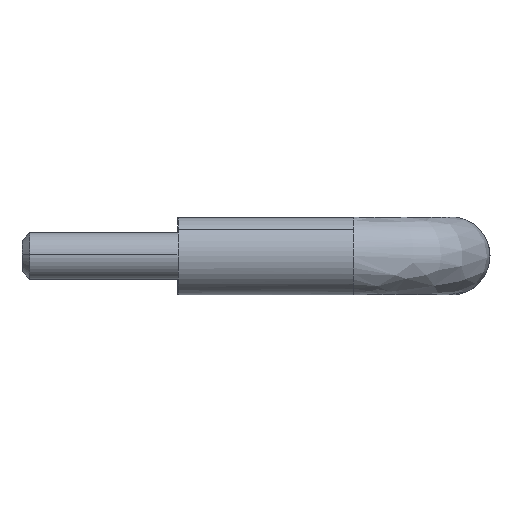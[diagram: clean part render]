
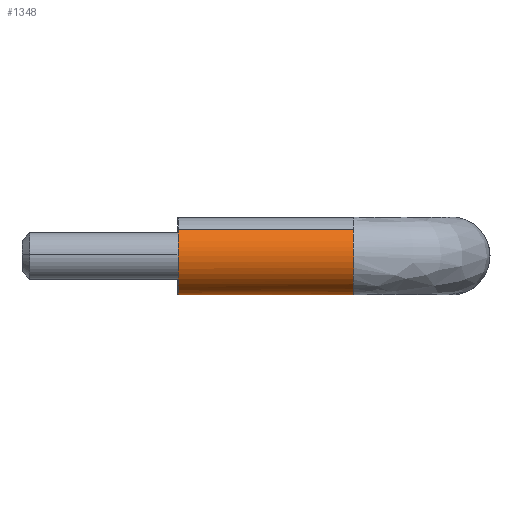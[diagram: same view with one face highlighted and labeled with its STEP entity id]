
A CAD part, left-side view. The second image highlights one B-rep face of the part: STEP entity #1348.
In plain terms, the highlighted free-form (B-spline) face has degree [2, 1] with [9, 2] control points.
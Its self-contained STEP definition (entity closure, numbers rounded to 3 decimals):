
#1178=CARTESIAN_POINT('',(-3.705,0.563,3.358));
#1179=CARTESIAN_POINT('',(-5.295,0.563,1.603));
#1180=CARTESIAN_POINT('',(-4.945,0.563,-0.739));
#1181=CARTESIAN_POINT('',(-4.206,0.563,-5.684));
#1182=CARTESIAN_POINT('',(0.739,0.563,-4.945));
#1183=CARTESIAN_POINT('',(5.684,0.563,-4.206));
#1184=CARTESIAN_POINT('',(4.945,0.563,0.739));
#1185=CARTESIAN_POINT('',(4.206,0.563,5.684));
#1186=CARTESIAN_POINT('',(-0.739,0.563,4.945));
#1187=CARTESIAN_POINT('',(-3.705,-23.077,3.358));
#1188=CARTESIAN_POINT('',(-5.295,-23.077,1.603));
#1189=CARTESIAN_POINT('',(-4.945,-23.077,-0.739));
#1190=CARTESIAN_POINT('',(-4.206,-23.077,-5.684));
#1191=CARTESIAN_POINT('',(0.739,-23.077,-4.945));
#1192=CARTESIAN_POINT('',(5.684,-23.077,-4.206));
#1193=CARTESIAN_POINT('',(4.945,-23.077,0.739));
#1194=CARTESIAN_POINT('',(4.206,-23.077,5.684));
#1195=CARTESIAN_POINT('',(-0.739,-23.077,4.945));
#1203=(BOUNDED_SURFACE()B_SPLINE_SURFACE(2,1,((#1178,#1187),(#1179,#1188),(#1180,#1189),(#1181,#1190),(#1182,#1191),(#1183,#1192),(#1184,#1193),(#1185,#1194),(#1186,#1195)),.UNSPECIFIED.,.F.,.F.,.U.)B_SPLINE_SURFACE_WITH_KNOTS((3,2,2,2,3),(2,2),(0.0,4.639,12.923,21.208,29.492),(0.0,23.639),.UNSPECIFIED.)GEOMETRIC_REPRESENTATION_ITEM()RATIONAL_B_SPLINE_SURFACE(((0.856,0.856),(0.836,0.836),(1.0,1.0),(0.707,0.707),(1.0,1.0),(0.707,0.707),(1.0,1.0),(0.707,0.707),(1.0,1.0)))REPRESENTATION_ITEM('')SURFACE());
#1204=CARTESIAN_POINT('',(-3.705,-22.5,3.358));
#1205=VERTEX_POINT('',#1204);
#1206=CARTESIAN_POINT('',(-5.,-22.5,0.0));
#1207=VERTEX_POINT('',#1206);
#1208=CARTESIAN_POINT('',(-3.705,-22.5,3.358));
#1209=CARTESIAN_POINT('',(-5.,-22.5,1.929));
#1210=CARTESIAN_POINT('',(-5.,-22.5,0.0));
#1218=(BOUNDED_CURVE()B_SPLINE_CURVE(2,(#1208,#1209,#1210),.UNSPECIFIED.,.F.,.U.)B_SPLINE_CURVE_WITH_KNOTS((3,3),(0.882,1.0),.UNSPECIFIED.)CURVE()GEOMETRIC_REPRESENTATION_ITEM()RATIONAL_B_SPLINE_CURVE((0.854,0.862,1.0))REPRESENTATION_ITEM(''));
#1219=EDGE_CURVE('',#1205,#1207,#1218,.T.);
#1220=ORIENTED_EDGE('',*,*,#1219,.F.);
#1221=CARTESIAN_POINT('',(-3.705,0.,3.358));
#1222=VERTEX_POINT('',#1221);
#1223=CARTESIAN_POINT('',(-3.705,0.,3.358));
#1224=CARTESIAN_POINT('',(-3.705,-22.5,3.358));
#1225=QUASI_UNIFORM_CURVE('',1,(#1223,#1224),.UNSPECIFIED.,.F.,.U.);
#1226=EDGE_CURVE('',#1222,#1205,#1225,.T.);
#1227=ORIENTED_EDGE('',*,*,#1226,.F.);
#1228=CARTESIAN_POINT('',(-5.0,0.0,0.0));
#1229=VERTEX_POINT('',#1228);
#1230=CARTESIAN_POINT('',(-3.705,0.,3.358));
#1231=CARTESIAN_POINT('',(-5.0,0.0,1.929));
#1232=CARTESIAN_POINT('',(-5.0,0.0,0.0));
#1240=(BOUNDED_CURVE()B_SPLINE_CURVE(2,(#1230,#1231,#1232),.UNSPECIFIED.,.F.,.U.)B_SPLINE_CURVE_WITH_KNOTS((3,3),(0.882,1.0),.UNSPECIFIED.)CURVE()GEOMETRIC_REPRESENTATION_ITEM()RATIONAL_B_SPLINE_CURVE((0.854,0.862,1.0))REPRESENTATION_ITEM(''));
#1241=EDGE_CURVE('',#1222,#1229,#1240,.T.);
#1242=ORIENTED_EDGE('',*,*,#1241,.T.);
#1243=CARTESIAN_POINT('',(5.0,0.0,0.0));
#1244=VERTEX_POINT('',#1243);
#1245=CARTESIAN_POINT('',(-5.0,0.0,0.0));
#1246=CARTESIAN_POINT('',(-5.,0.0,-5.));
#1247=CARTESIAN_POINT('',(0.0,0.0,-5.0));
#1248=CARTESIAN_POINT('',(5.,0.0,-5.));
#1249=CARTESIAN_POINT('',(5.0,0.0,0.0));
#1257=(BOUNDED_CURVE()B_SPLINE_CURVE(2,(#1245,#1246,#1247,#1248,#1249),.UNSPECIFIED.,.F.,.U.)B_SPLINE_CURVE_WITH_KNOTS((3,2,3),(0.0,0.25,0.5),.UNSPECIFIED.)CURVE()GEOMETRIC_REPRESENTATION_ITEM()RATIONAL_B_SPLINE_CURVE((1.0,0.707,1.0,0.707,1.0))REPRESENTATION_ITEM(''));
#1258=EDGE_CURVE('',#1229,#1244,#1257,.T.);
#1259=ORIENTED_EDGE('',*,*,#1258,.T.);
#1260=CARTESIAN_POINT('',(-0.739,0.,4.945));
#1261=VERTEX_POINT('',#1260);
#1262=CARTESIAN_POINT('',(5.0,0.0,0.0));
#1263=CARTESIAN_POINT('',(5.,0.0,5.));
#1264=CARTESIAN_POINT('',(0.0,0.0,5.0));
#1265=CARTESIAN_POINT('',(-0.372,0.0,5.));
#1266=CARTESIAN_POINT('',(-0.739,0.,4.945));
#1274=(BOUNDED_CURVE()B_SPLINE_CURVE(2,(#1262,#1263,#1264,#1265,#1266),.UNSPECIFIED.,.F.,.U.)B_SPLINE_CURVE_WITH_KNOTS((3,2,3),(0.5,0.75,0.775),.UNSPECIFIED.)CURVE()GEOMETRIC_REPRESENTATION_ITEM()RATIONAL_B_SPLINE_CURVE((1.0,0.707,1.0,0.97,0.946))REPRESENTATION_ITEM(''));
#1275=EDGE_CURVE('',#1244,#1261,#1274,.T.);
#1276=ORIENTED_EDGE('',*,*,#1275,.T.);
#1277=CARTESIAN_POINT('',(-0.739,-22.5,4.945));
#1278=VERTEX_POINT('',#1277);
#1279=CARTESIAN_POINT('',(-0.739,0.,4.945));
#1280=CARTESIAN_POINT('',(-0.739,-22.5,4.945));
#1281=QUASI_UNIFORM_CURVE('',1,(#1279,#1280),.UNSPECIFIED.,.F.,.U.);
#1282=EDGE_CURVE('',#1261,#1278,#1281,.T.);
#1283=ORIENTED_EDGE('',*,*,#1282,.T.);
#1284=CARTESIAN_POINT('',(4.551,-22.5,2.072));
#1285=VERTEX_POINT('',#1284);
#1286=CARTESIAN_POINT('',(4.551,-22.5,2.072));
#1287=CARTESIAN_POINT('',(3.217,-22.5,5.));
#1288=CARTESIAN_POINT('',(0.,-22.5,5.0));
#1289=CARTESIAN_POINT('',(-0.372,-22.5,5.0));
#1290=CARTESIAN_POINT('',(-0.739,-22.5,4.945));
#1298=(BOUNDED_CURVE()B_SPLINE_CURVE(2,(#1286,#1287,#1288,#1289,#1290),.UNSPECIFIED.,.F.,.U.)B_SPLINE_CURVE_WITH_KNOTS((3,2,3),(0.57,0.75,0.775),.UNSPECIFIED.)CURVE()GEOMETRIC_REPRESENTATION_ITEM()RATIONAL_B_SPLINE_CURVE((0.882,0.79,1.0,0.97,0.946))REPRESENTATION_ITEM(''));
#1299=EDGE_CURVE('',#1285,#1278,#1298,.T.);
#1300=ORIENTED_EDGE('',*,*,#1299,.F.);
#1301=CARTESIAN_POINT('',(5.,-22.5,0.0));
#1302=VERTEX_POINT('',#1301);
#1303=CARTESIAN_POINT('',(5.,-22.5,0.0));
#1304=CARTESIAN_POINT('',(5.,-22.5,1.085));
#1305=CARTESIAN_POINT('',(4.551,-22.5,2.072));
#1313=(BOUNDED_CURVE()B_SPLINE_CURVE(2,(#1303,#1304,#1305),.UNSPECIFIED.,.F.,.U.)B_SPLINE_CURVE_WITH_KNOTS((3,3),(0.5,0.57),.UNSPECIFIED.)CURVE()GEOMETRIC_REPRESENTATION_ITEM()RATIONAL_B_SPLINE_CURVE((1.0,0.918,0.882))REPRESENTATION_ITEM(''));
#1314=EDGE_CURVE('',#1302,#1285,#1313,.T.);
#1315=ORIENTED_EDGE('',*,*,#1314,.F.);
#1316=CARTESIAN_POINT('',(1.808,-22.5,-4.662));
#1317=VERTEX_POINT('',#1316);
#1318=CARTESIAN_POINT('',(1.808,-22.5,-4.662));
#1319=CARTESIAN_POINT('',(5.,-22.5,-3.423));
#1320=CARTESIAN_POINT('',(5.,-22.5,0.0));
#1328=(BOUNDED_CURVE()B_SPLINE_CURVE(2,(#1318,#1319,#1320),.UNSPECIFIED.,.F.,.U.)B_SPLINE_CURVE_WITH_KNOTS((3,3),(0.311,0.5),.UNSPECIFIED.)CURVE()GEOMETRIC_REPRESENTATION_ITEM()RATIONAL_B_SPLINE_CURVE((0.891,0.779,1.0))REPRESENTATION_ITEM(''));
#1329=EDGE_CURVE('',#1317,#1302,#1328,.T.);
#1330=ORIENTED_EDGE('',*,*,#1329,.F.);
#1331=CARTESIAN_POINT('',(-5.,-22.5,0.0));
#1332=CARTESIAN_POINT('',(-5.,-22.5,-5.));
#1333=CARTESIAN_POINT('',(0.,-22.5,-5.0));
#1334=CARTESIAN_POINT('',(0.936,-22.5,-5.0));
#1335=CARTESIAN_POINT('',(1.808,-22.5,-4.662));
#1343=(BOUNDED_CURVE()B_SPLINE_CURVE(2,(#1331,#1332,#1333,#1334,#1335),.UNSPECIFIED.,.F.,.U.)B_SPLINE_CURVE_WITH_KNOTS((3,2,3),(0.0,0.25,0.311),.UNSPECIFIED.)CURVE()GEOMETRIC_REPRESENTATION_ITEM()RATIONAL_B_SPLINE_CURVE((1.0,0.707,1.0,0.928,0.891))REPRESENTATION_ITEM(''));
#1344=EDGE_CURVE('',#1207,#1317,#1343,.T.);
#1345=ORIENTED_EDGE('',*,*,#1344,.F.);
#1346=EDGE_LOOP('',(#1220,#1227,#1242,#1259,#1276,#1283,#1300,#1315,#1330,#1345));
#1347=FACE_OUTER_BOUND('',#1346,.T.);
#1348=ADVANCED_FACE('',(#1347),#1203,.T.);
